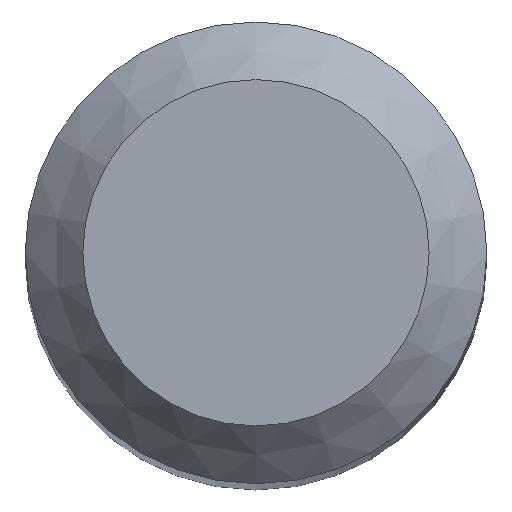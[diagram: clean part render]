
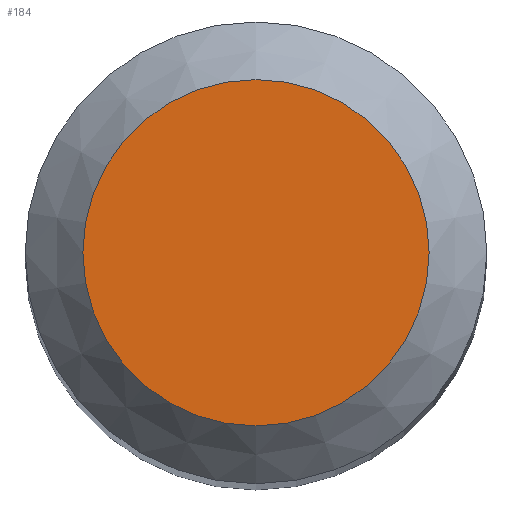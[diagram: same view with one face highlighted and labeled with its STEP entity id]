
A CAD part, top view. The second image highlights one B-rep face of the part: STEP entity #184.
In plain terms, the highlighted planar face has unit normal (0, 0, 1).
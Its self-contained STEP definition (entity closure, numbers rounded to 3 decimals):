
#1 = DIRECTION ( 'NONE',  ( 0., 1., 0. ) ) ;
#2 = CARTESIAN_POINT ( 'NONE',  ( 0., 0., 50. ) ) ;
#75 = ORIENTED_EDGE ( 'NONE', *, *, #224, .F. ) ;
#77 = CIRCLE ( 'NONE', #154, 1.5 ) ;
#114 = DIRECTION ( 'NONE',  ( 0., 0., -1. ) ) ;
#125 = EDGE_LOOP ( 'NONE', ( #75 ) ) ;
#152 = DIRECTION ( 'NONE',  ( 0., 1., 0. ) ) ;
#154 = AXIS2_PLACEMENT_3D ( 'NONE', #177, #157, #152 ) ;
#156 = VERTEX_POINT ( 'NONE', #174 ) ;
#157 = DIRECTION ( 'NONE',  ( 0., 0., -1. ) ) ;
#174 = CARTESIAN_POINT ( 'NONE',  ( 0., 1.5, 50. ) ) ;
#177 = CARTESIAN_POINT ( 'NONE',  ( 0., 0., 50. ) ) ;
#184 = ADVANCED_FACE ( 'NONE', ( #217 ), #260, .F. ) ;
#217 = FACE_OUTER_BOUND ( 'NONE', #125, .T. ) ;
#224 = EDGE_CURVE ( 'NONE', #156, #156, #77, .T. ) ;
#258 = AXIS2_PLACEMENT_3D ( 'NONE', #2, #114, #1 ) ;
#260 = PLANE ( 'NONE',  #258 ) ;
